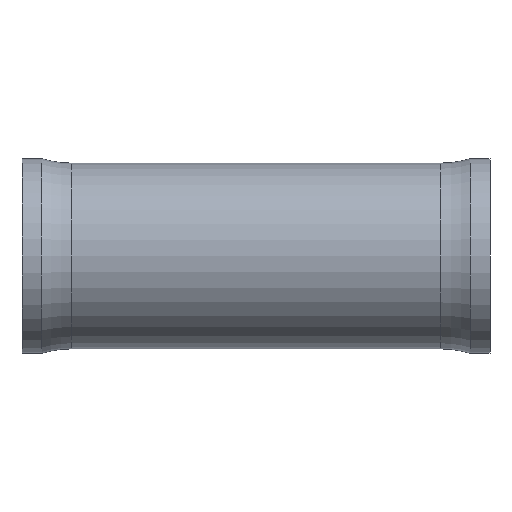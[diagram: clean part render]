
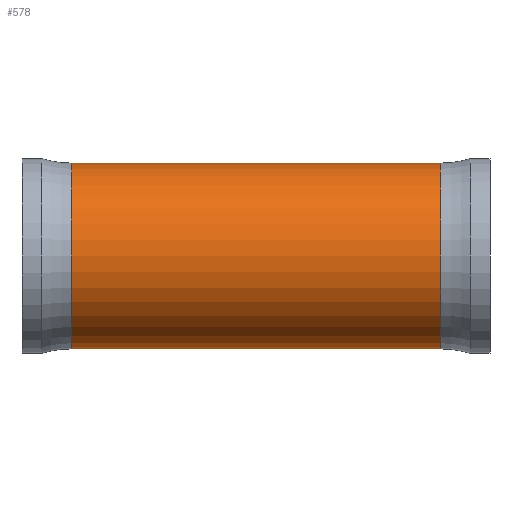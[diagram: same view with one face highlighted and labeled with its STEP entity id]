
A CAD part, left-side view. The second image highlights one B-rep face of the part: STEP entity #578.
In plain terms, the highlighted cylindrical face has radius 23.812 mm (diameter 47.625 mm), a partial arc.
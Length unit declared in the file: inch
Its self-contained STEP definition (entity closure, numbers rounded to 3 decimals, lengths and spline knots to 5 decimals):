
#1 = VERTEX_POINT ( 'NONE', #111 ) ;
#25 = DIRECTION ( 'NONE',  ( 0., 1., 0. ) ) ;
#33 = VECTOR ( 'NONE', #586, 39.37008 ) ;
#50 = CARTESIAN_POINT ( 'NONE',  ( 0., 5.49933, 0. ) ) ;
#70 = ORIENTED_EDGE ( 'NONE', *, *, #404, .F. ) ;
#72 = ORIENTED_EDGE ( 'NONE', *, *, #594, .F. ) ;
#79 = ORIENTED_EDGE ( 'NONE', *, *, #157, .T. ) ;
#83 = DIRECTION ( 'NONE',  ( 0., 1., 0. ) ) ;
#89 = ORIENTED_EDGE ( 'NONE', *, *, #259, .T. ) ;
#99 = CYLINDRICAL_SURFACE ( 'NONE', #104, 0.9375 ) ;
#104 = AXIS2_PLACEMENT_3D ( 'NONE', #50, #83, #551 ) ;
#106 = LINE ( 'NONE', #173, #131 ) ;
#111 = CARTESIAN_POINT ( 'NONE',  ( 0., 4.22602, 0.9375 ) ) ;
#112 = CARTESIAN_POINT ( 'NONE',  ( 0., 4.22602, 0. ) ) ;
#115 = FACE_OUTER_BOUND ( 'NONE', #547, .T. ) ;
#126 = DIRECTION ( 'NONE',  ( 0., 1., 0. ) ) ;
#131 = VECTOR ( 'NONE', #25, 39.37008 ) ;
#138 = AXIS2_PLACEMENT_3D ( 'NONE', #207, #297, #325 ) ;
#157 = EDGE_CURVE ( 'NONE', #329, #1, #545, .T. ) ;
#173 = CARTESIAN_POINT ( 'NONE',  ( 0., 5.49933, -0.9375 ) ) ;
#207 = CARTESIAN_POINT ( 'NONE',  ( 0., 0.49839, 0. ) ) ;
#218 = CARTESIAN_POINT ( 'NONE',  ( 0., 0.49839, -0.9375 ) ) ;
#240 = CARTESIAN_POINT ( 'NONE',  ( 0., 0.49839, 0.9375 ) ) ;
#248 = AXIS2_PLACEMENT_3D ( 'NONE', #112, #126, #564 ) ;
#259 = EDGE_CURVE ( 'NONE', #367, #329, #474, .T. ) ;
#297 = DIRECTION ( 'NONE',  ( 0., 1., 0. ) ) ;
#325 = DIRECTION ( 'NONE',  ( 0., 0., 1. ) ) ;
#329 = VERTEX_POINT ( 'NONE', #240 ) ;
#363 = CIRCLE ( 'NONE', #248, 0.9375 ) ;
#367 = VERTEX_POINT ( 'NONE', #218 ) ;
#404 = EDGE_CURVE ( 'NONE', #566, #1, #363, .T. ) ;
#474 = CIRCLE ( 'NONE', #138, 0.9375 ) ;
#504 = CARTESIAN_POINT ( 'NONE',  ( 0., 4.22602, -0.9375 ) ) ;
#530 = CARTESIAN_POINT ( 'NONE',  ( 0., 5.49933, 0.9375 ) ) ;
#545 = LINE ( 'NONE', #530, #33 ) ;
#547 = EDGE_LOOP ( 'NONE', ( #72, #89, #79, #70 ) ) ;
#551 = DIRECTION ( 'NONE',  ( 0., 0., 1. ) ) ;
#564 = DIRECTION ( 'NONE',  ( 0., 0., 1. ) ) ;
#566 = VERTEX_POINT ( 'NONE', #504 ) ;
#578 = ADVANCED_FACE ( 'NONE', ( #115 ), #99, .T. ) ;
#586 = DIRECTION ( 'NONE',  ( 0., 1., 0. ) ) ;
#594 = EDGE_CURVE ( 'NONE', #367, #566, #106, .T. ) ;
